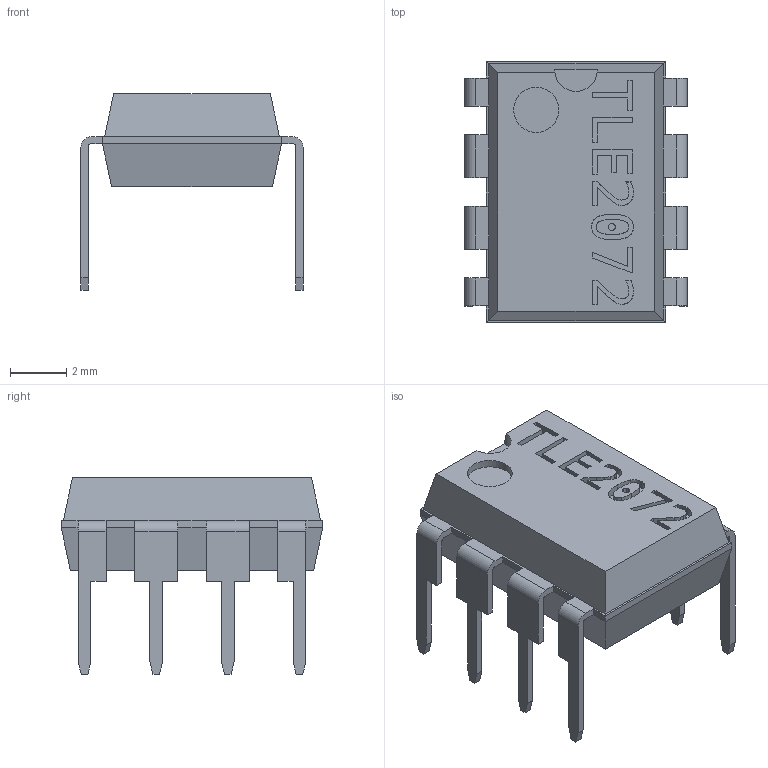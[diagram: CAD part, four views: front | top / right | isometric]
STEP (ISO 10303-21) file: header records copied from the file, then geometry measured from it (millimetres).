
FILE_DESCRIPTION(('FreeCAD Model'),'2;1');
FILE_NAME('TLE2073.step','2020-01-16T14:18:07',( 'kicad StepUp'),('ksu MCAD'),'Open CASCADE STEP processor 7.3', 'FreeCAD','Unknown');
FILE_SCHEMA(('AUTOMOTIVE_DESIGN { 1 0 10303 214 1 1 1 1 }'));
Length unit declared in the file: millimetre
Products named in the file (1): TLE2073
Bounding box: 7.87 x 9.27 x 6.98 mm (x, y, z)
Volume: 183.4 mm3; surface area: 310.3 mm2
Topology: 1 solids, 1 shells, 257 faces, 696 edges, 450 vertices
Faces by surface type: plane 163, extrusion 56, bspline 20, cylinder 18
Full cylindrical faces by diameter (mm): 1.6 x1
Entity records: 18881 total; most frequent: CARTESIAN_POINT 4735, ORIENTED_EDGE 2784, DIRECTION 2044, EDGE_CURVE 1392, VECTOR 1166, LINE 1054, VERTEX_POINT 900, FACE_BOUND 536
